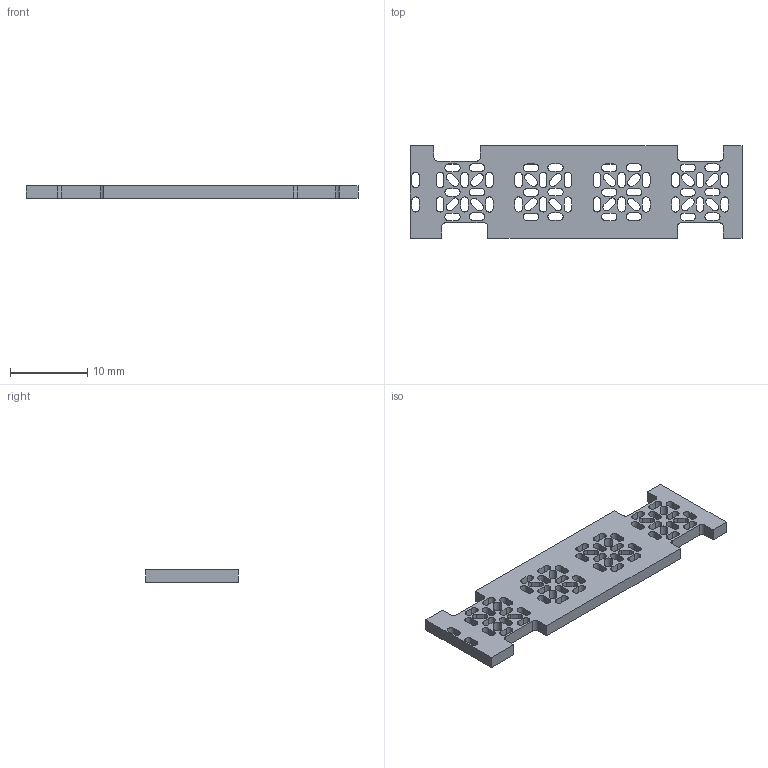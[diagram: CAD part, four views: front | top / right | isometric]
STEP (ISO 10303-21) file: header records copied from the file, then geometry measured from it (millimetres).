
FILE_DESCRIPTION(('KiCad electronic assembly'),'2;1');
FILE_NAME('ufc_v4_opt_layer2.step','2020-11-25T15:43:38',('An Author'),( 'A Company'),'Open CASCADE STEP processor 6.9', 'KiCad to STEP converter','Unknown');
FILE_SCHEMA(('AUTOMOTIVE_DESIGN { 1 0 10303 214 1 1 1 1 }'));
Length unit declared in the file: millimetre
Products named in the file (2): Open CASCADE STEP translator 6.9 1; COMPOUND
Assembly tree (1 placements, depth 2):
  Open CASCADE STEP translator 6.9 1
    COMPOUND
Bounding box: 43 x 12 x 1.6 mm (x, y, z)
Volume: 567.1 mm3; surface area: 1442.3 mm2
Topology: 1 solids, 1 shells, 294 faces, 876 edges, 584 vertices
Faces by surface type: plane 154, cylinder 140
Entity records: 22479 total; most frequent: CARTESIAN_POINT 5188, DIRECTION 3220, LINE 2068, VECTOR 2068, ORIENTED_EDGE 1752, PCURVE 1752, DEFINITIONAL_REPRESENTATION 1752, EDGE_CURVE 876
